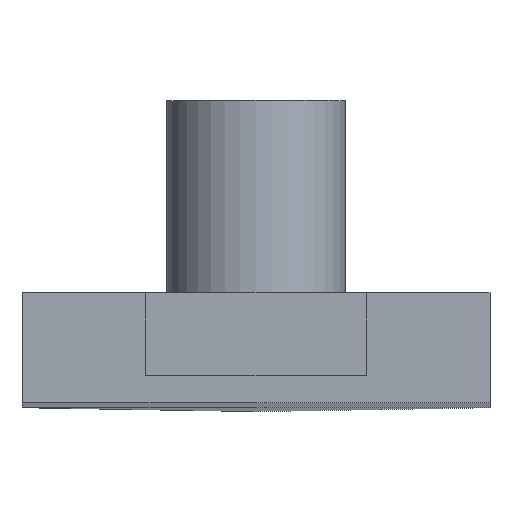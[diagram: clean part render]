
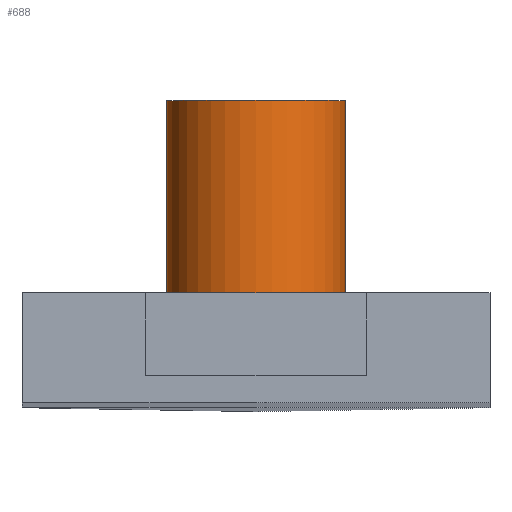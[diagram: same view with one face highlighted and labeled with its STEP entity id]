
A CAD part, top view. The second image highlights one B-rep face of the part: STEP entity #688.
In plain terms, the highlighted cylindrical face has radius 0.325 mm (diameter 0.65 mm), a full revolution.
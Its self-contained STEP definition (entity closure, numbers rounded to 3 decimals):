
#116 = PLANE('',#117);
#117 = AXIS2_PLACEMENT_3D('',#118,#119,#120);
#118 = CARTESIAN_POINT('',(0.,0.,9.));
#119 = DIRECTION('',(0.,1.,0.));
#120 = DIRECTION('',(0.,0.,1.));
#350 = EDGE_CURVE('',#351,#351,#353,.T.);
#351 = VERTEX_POINT('',#352);
#352 = CARTESIAN_POINT('',(0.325,0.,17.));
#353 = SURFACE_CURVE('',#354,(#359,#370),.PCURVE_S1.);
#354 = CIRCLE('',#355,0.325);
#355 = AXIS2_PLACEMENT_3D('',#356,#357,#358);
#356 = CARTESIAN_POINT('',(0.,0.,17.));
#357 = DIRECTION('',(0.,-1.,0.));
#358 = DIRECTION('',(1.,0.,0.));
#359 = PCURVE('',#116,#360);
#360 = DEFINITIONAL_REPRESENTATION('',(#361),#369);
#361 = ( BOUNDED_CURVE() B_SPLINE_CURVE(2,(#362,#363,#364,#365,#366,#367
,#368),.UNSPECIFIED.,.T.,.F.) B_SPLINE_CURVE_WITH_KNOTS((1,2,2,2,2,1),(
    -2.094,0.,2.094,4.189,6.283,
8.378),.UNSPECIFIED.) CURVE() GEOMETRIC_REPRESENTATION_ITEM() 
RATIONAL_B_SPLINE_CURVE((1.,0.5,1.,0.5,1.,0.5,1.)) REPRESENTATION_ITEM(
  '') );
#362 = CARTESIAN_POINT('',(8.,0.325));
#363 = CARTESIAN_POINT('',(8.563,0.325));
#364 = CARTESIAN_POINT('',(8.281,-0.163));
#365 = CARTESIAN_POINT('',(8.,-0.65));
#366 = CARTESIAN_POINT('',(7.719,-0.163));
#367 = CARTESIAN_POINT('',(7.437,0.325));
#368 = CARTESIAN_POINT('',(8.,0.325));
#369 = ( GEOMETRIC_REPRESENTATION_CONTEXT(2) 
PARAMETRIC_REPRESENTATION_CONTEXT() REPRESENTATION_CONTEXT('2D SPACE',''
  ) );
#370 = PCURVE('',#371,#376);
#371 = CYLINDRICAL_SURFACE('',#372,0.325);
#372 = AXIS2_PLACEMENT_3D('',#373,#374,#375);
#373 = CARTESIAN_POINT('',(0.,0.,17.));
#374 = DIRECTION('',(0.,-1.,0.));
#375 = DIRECTION('',(1.,0.,0.));
#376 = DEFINITIONAL_REPRESENTATION('',(#377),#381);
#377 = LINE('',#378,#379);
#378 = CARTESIAN_POINT('',(0.,0.));
#379 = VECTOR('',#380,1.);
#380 = DIRECTION('',(1.,0.));
#381 = ( GEOMETRIC_REPRESENTATION_CONTEXT(2) 
PARAMETRIC_REPRESENTATION_CONTEXT() REPRESENTATION_CONTEXT('2D SPACE',''
  ) );
#688 = ADVANCED_FACE('',(#689),#371,.T.);
#689 = FACE_BOUND('',#690,.T.);
#690 = EDGE_LOOP('',(#691,#714,#745,#746));
#691 = ORIENTED_EDGE('',*,*,#692,.T.);
#692 = EDGE_CURVE('',#351,#693,#695,.T.);
#693 = VERTEX_POINT('',#694);
#694 = CARTESIAN_POINT('',(0.325,0.7,17.));
#695 = SEAM_CURVE('',#696,(#700,#707),.PCURVE_S1.);
#696 = LINE('',#697,#698);
#697 = CARTESIAN_POINT('',(0.325,0.,17.));
#698 = VECTOR('',#699,1.);
#699 = DIRECTION('',(0.,1.,0.));
#700 = PCURVE('',#371,#701);
#701 = DEFINITIONAL_REPRESENTATION('',(#702),#706);
#702 = LINE('',#703,#704);
#703 = CARTESIAN_POINT('',(0.,0.));
#704 = VECTOR('',#705,1.);
#705 = DIRECTION('',(0.,-1.));
#706 = ( GEOMETRIC_REPRESENTATION_CONTEXT(2) 
PARAMETRIC_REPRESENTATION_CONTEXT() REPRESENTATION_CONTEXT('2D SPACE',''
  ) );
#707 = PCURVE('',#371,#708);
#708 = DEFINITIONAL_REPRESENTATION('',(#709),#713);
#709 = LINE('',#710,#711);
#710 = CARTESIAN_POINT('',(6.283,0.));
#711 = VECTOR('',#712,1.);
#712 = DIRECTION('',(0.,-1.));
#713 = ( GEOMETRIC_REPRESENTATION_CONTEXT(2) 
PARAMETRIC_REPRESENTATION_CONTEXT() REPRESENTATION_CONTEXT('2D SPACE',''
  ) );
#714 = ORIENTED_EDGE('',*,*,#715,.T.);
#715 = EDGE_CURVE('',#693,#693,#716,.T.);
#716 = SURFACE_CURVE('',#717,(#722,#729),.PCURVE_S1.);
#717 = CIRCLE('',#718,0.325);
#718 = AXIS2_PLACEMENT_3D('',#719,#720,#721);
#719 = CARTESIAN_POINT('',(0.,0.7,17.));
#720 = DIRECTION('',(0.,-1.,0.));
#721 = DIRECTION('',(1.,0.,0.));
#722 = PCURVE('',#371,#723);
#723 = DEFINITIONAL_REPRESENTATION('',(#724),#728);
#724 = LINE('',#725,#726);
#725 = CARTESIAN_POINT('',(0.,-0.7));
#726 = VECTOR('',#727,1.);
#727 = DIRECTION('',(1.,0.));
#728 = ( GEOMETRIC_REPRESENTATION_CONTEXT(2) 
PARAMETRIC_REPRESENTATION_CONTEXT() REPRESENTATION_CONTEXT('2D SPACE',''
  ) );
#729 = PCURVE('',#730,#735);
#730 = PLANE('',#731);
#731 = AXIS2_PLACEMENT_3D('',#732,#733,#734);
#732 = CARTESIAN_POINT('',(0.,0.7,17.));
#733 = DIRECTION('',(0.,1.,0.));
#734 = DIRECTION('',(0.,0.,1.));
#735 = DEFINITIONAL_REPRESENTATION('',(#736),#744);
#736 = ( BOUNDED_CURVE() B_SPLINE_CURVE(2,(#737,#738,#739,#740,#741,#742
,#743),.UNSPECIFIED.,.T.,.F.) B_SPLINE_CURVE_WITH_KNOTS((1,2,2,2,2,1),(
    -2.094,0.,2.094,4.189,6.283,
8.378),.UNSPECIFIED.) CURVE() GEOMETRIC_REPRESENTATION_ITEM() 
RATIONAL_B_SPLINE_CURVE((1.,0.5,1.,0.5,1.,0.5,1.)) REPRESENTATION_ITEM(
  '') );
#737 = CARTESIAN_POINT('',(0.,0.325));
#738 = CARTESIAN_POINT('',(0.563,0.325));
#739 = CARTESIAN_POINT('',(0.281,-0.163));
#740 = CARTESIAN_POINT('',(0.,-0.65));
#741 = CARTESIAN_POINT('',(-0.281,-0.163));
#742 = CARTESIAN_POINT('',(-0.563,0.325));
#743 = CARTESIAN_POINT('',(0.,0.325));
#744 = ( GEOMETRIC_REPRESENTATION_CONTEXT(2) 
PARAMETRIC_REPRESENTATION_CONTEXT() REPRESENTATION_CONTEXT('2D SPACE',''
  ) );
#745 = ORIENTED_EDGE('',*,*,#692,.F.);
#746 = ORIENTED_EDGE('',*,*,#350,.F.);
